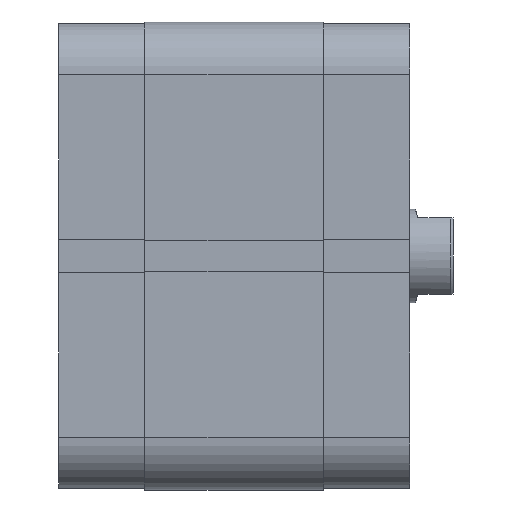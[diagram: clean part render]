
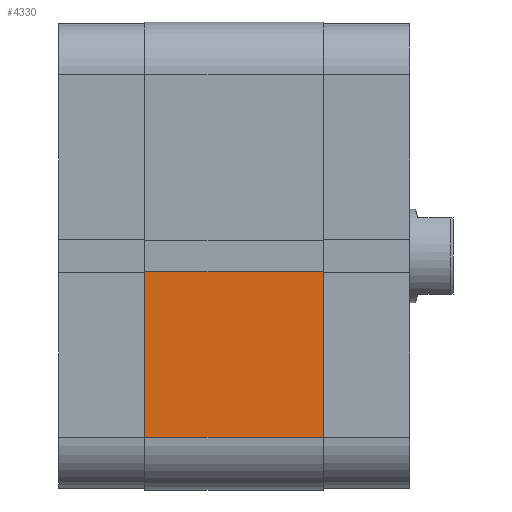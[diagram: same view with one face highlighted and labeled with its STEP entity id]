
A CAD part, front view. The second image highlights one B-rep face of the part: STEP entity #4330.
In plain terms, the highlighted planar face has unit normal (0, -1, 0).
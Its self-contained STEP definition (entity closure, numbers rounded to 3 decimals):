
#361 = CARTESIAN_POINT ( 'NONE',  ( -31., -40., 0. ) ) ;
#365 = CARTESIAN_POINT ( 'NONE',  ( -31., -40., 30.5 ) ) ;
#376 = CARTESIAN_POINT ( 'NONE',  ( -2.6, -40., 30.5 ) ) ;
#429 = CARTESIAN_POINT ( 'NONE',  ( -2.6, -40., 0. ) ) ;
#548 = CARTESIAN_POINT ( 'NONE',  ( 0., -40., 30.5 ) ) ;
#552 = DIRECTION ( 'NONE',  ( 1., 0., 0. ) ) ;
#619 = CARTESIAN_POINT ( 'NONE',  ( -31., -40., 30.5 ) ) ;
#637 = DIRECTION ( 'NONE',  ( 0., 0., -1. ) ) ;
#1530 = VECTOR ( 'NONE', #3090, 1000. ) ;
#1535 = LINE ( 'NONE', #3104, #1530 ) ;
#1970 = CARTESIAN_POINT ( 'NONE',  ( 0., -40., 30.5 ) ) ;
#1971 = PLANE ( 'NONE',  #6460 ) ;
#1973 = DIRECTION ( 'NONE',  ( 0., 1., 0. ) ) ;
#1974 = DIRECTION ( 'NONE',  ( 0., 0., 1. ) ) ;
#1987 = CARTESIAN_POINT ( 'NONE',  ( -2.6, -40., 30.5 ) ) ;
#1988 = DIRECTION ( 'NONE',  ( 0., 0., -1. ) ) ;
#2751 = EDGE_LOOP ( 'NONE', ( #3522, #3538, #3523, #3512 ) ) ;
#3090 = DIRECTION ( 'NONE',  ( 1., 0., 0. ) ) ;
#3104 = CARTESIAN_POINT ( 'NONE',  ( 0., -40., 0. ) ) ;
#3344 = EDGE_CURVE ( 'NONE', #3872, #3977, #1535, .T. ) ;
#3512 = ORIENTED_EDGE ( 'NONE', *, *, #4140, .T. ) ;
#3522 = ORIENTED_EDGE ( 'NONE', *, *, #3344, .T. ) ;
#3523 = ORIENTED_EDGE ( 'NONE', *, *, #4101, .F. ) ;
#3538 = ORIENTED_EDGE ( 'NONE', *, *, #4335, .F. ) ;
#3872 = VERTEX_POINT ( 'NONE', #361 ) ;
#3878 = VERTEX_POINT ( 'NONE', #365 ) ;
#3889 = VERTEX_POINT ( 'NONE', #376 ) ;
#3977 = VERTEX_POINT ( 'NONE', #429 ) ;
#4101 = EDGE_CURVE ( 'NONE', #3878, #3889, #4645, .T. ) ;
#4140 = EDGE_CURVE ( 'NONE', #3878, #3872, #4712, .T. ) ;
#4330 = ADVANCED_FACE ( 'NONE', ( #5119 ), #1971, .F. ) ;
#4335 = EDGE_CURVE ( 'NONE', #3889, #3977, #5130, .T. ) ;
#4645 = LINE ( 'NONE', #548, #4648 ) ;
#4648 = VECTOR ( 'NONE', #552, 1000. ) ;
#4712 = LINE ( 'NONE', #619, #4718 ) ;
#4718 = VECTOR ( 'NONE', #637, 1000. ) ;
#5119 = FACE_OUTER_BOUND ( 'NONE', #2751, .T. ) ;
#5130 = LINE ( 'NONE', #1987, #5131 ) ;
#5131 = VECTOR ( 'NONE', #1988, 1000. ) ;
#6460 = AXIS2_PLACEMENT_3D ( 'NONE', #1970, #1973, #1974 ) ;
